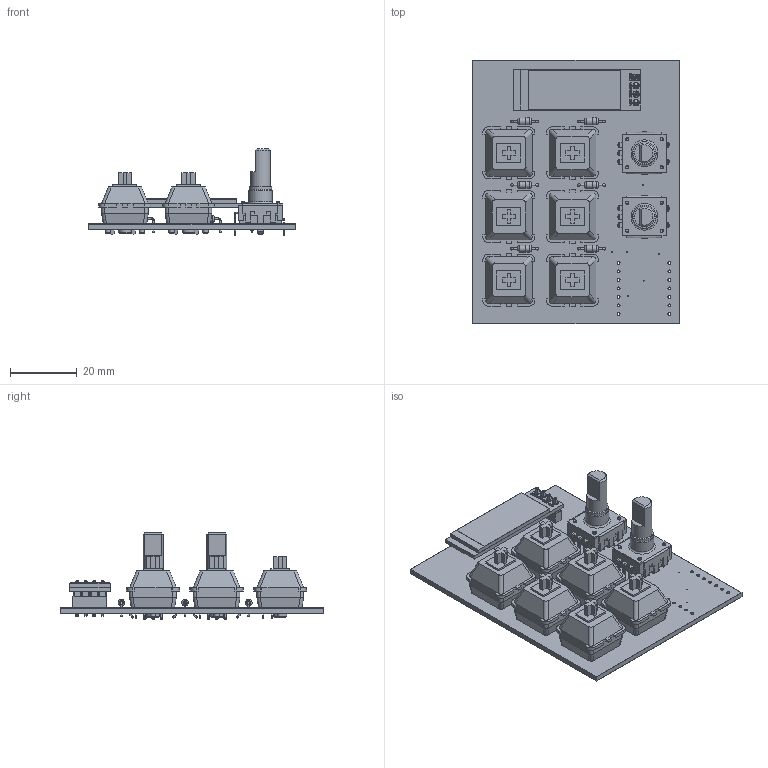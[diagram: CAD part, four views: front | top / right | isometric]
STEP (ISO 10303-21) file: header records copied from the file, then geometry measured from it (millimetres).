
FILE_DESCRIPTION(('KiCad electronic assembly'),'2;1');
FILE_NAME('midipad.step','2025-07-08T19:52:42',('Pcbnew'),('Kicad'), 'Open CASCADE STEP processor 7.8','KiCad to STEP converter','Unknown' );
FILE_SCHEMA(('AUTOMOTIVE_DESIGN { 1 0 10303 214 1 1 1 1 }'));
Length unit declared in the file: millimetre
Products named in the file (12): midipad 1; CherryMX Switch; D_DO-35_SOD27_P7.62mm_Horizontal; RotarryEncoder_EC12-SW; OLED Module with Soldered; Pin Socket 1x4 v1; Pin Header 1.4 v1; OLED Module v2; COMPOUND; midipad_soldermask; midipad_PCB; midipad 2
Assembly tree (21 placements, depth 3):
  midipad 1
    CherryMX Switch  x6
    D_DO-35_SOD27_P7.62mm_Horizontal  x6
    RotarryEncoder_EC12-SW  x2
    OLED Module with Soldered
      Pin Socket 1x4 v1
      Pin Header 1.4 v1
      OLED Module v2
      COMPOUND
    midipad_soldermask
    midipad_PCB
  midipad 2
Bounding box: 61.7 x 78.83 x 26 mm (x, y, z)
Volume: 23011 mm3; surface area: 33690.6 mm2
Topology: 73 solids, 75 shells, 2204 faces, 5720 edges, 3710 vertices
Faces by surface type: plane 1306, bspline 489, cylinder 339, cone 30, torus 24, sphere 16
Full cylindrical faces by diameter (mm): 0.3 x6, 0.5 x18, 0.64 x4, 0.8 x12, 0.889 x14, 0.9 x5, 1 x30, 1.5 x12, 1.6 x12, 1.7 x12, 1.781 x4, 1.9 x6, 2 x12, 2.02 x6, 3.85 x6, 4 x6, 6 x4, 6.8 x2, 7 x2
Entity records: 52452 total; most frequent: CARTESIAN_POINT 19456, ORIENTED_EDGE 6916, DIRECTION 5279, EDGE_CURVE 3556, VERTEX_POINT 2337, LINE 1993, VECTOR 1993, FACE_BOUND 1735
